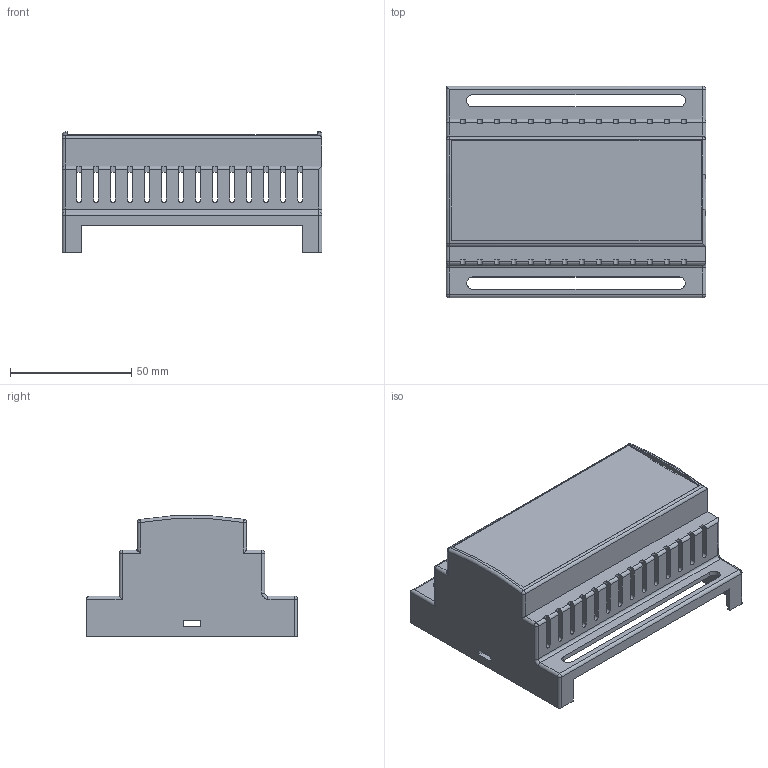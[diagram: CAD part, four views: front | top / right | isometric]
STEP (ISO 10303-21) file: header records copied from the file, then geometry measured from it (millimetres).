
FILE_DESCRIPTION(/* description */ (''),/* implementation_level */ '2;1');
FILE_NAME(/* name */ '953df6b9-0d70-4a7e-bba9-25a6e38ce66a.stp',/* time_stamp */ '2021-12-13T23:09:56+00:00',/* author */ (''),/* organization */ (''),/* preprocessor_version */ 'ST-DEVELOPER v18.1',/* originating_system */ 'Autodesk Translation Framework v10.10.0.1391',/* authorisation */ '');
FILE_SCHEMA (('AUTOMOTIVE_DESIGN { 1 0 10303 214 3 1 1 }'));
Length unit declared in the file: millimetre
Products named in the file (1): TAPAS
Bounding box: 107 x 87 x 49.82 mm (x, y, z)
Volume: 35812.2 mm3; surface area: 45246.1 mm2
Topology: 1 solids, 1 shells, 291 faces, 902 edges, 544 vertices
Faces by surface type: plane 141, cylinder 117, sphere 19, torus 12, bspline 2
Entity records: 9999 total; most frequent: CARTESIAN_POINT 1789, ORIENTED_EDGE 1776, DIRECTION 1713, EDGE_CURVE 888, LINE 641, VECTOR 641, VERTEX_POINT 544, AXIS2_PLACEMENT_3D 536
